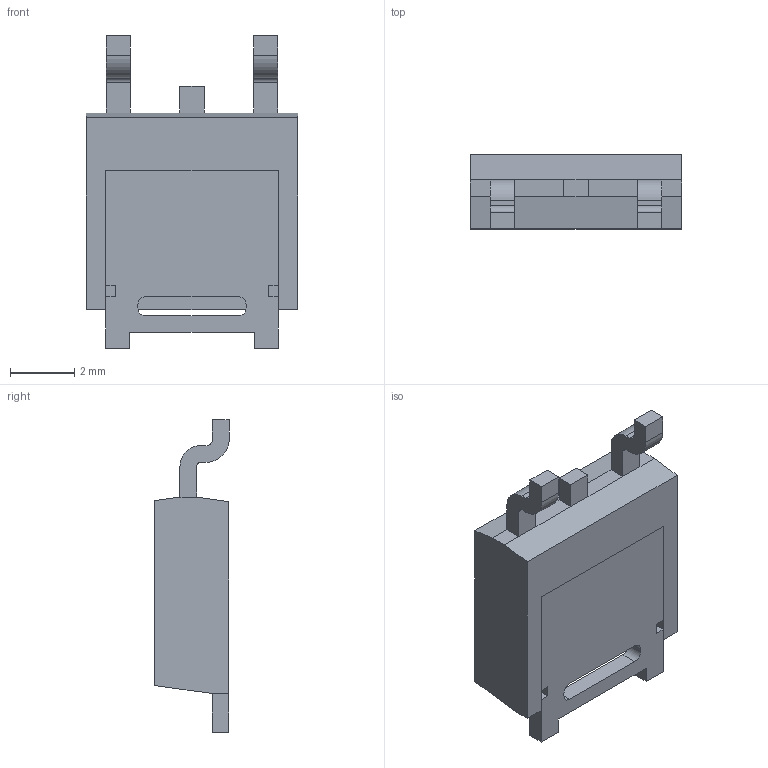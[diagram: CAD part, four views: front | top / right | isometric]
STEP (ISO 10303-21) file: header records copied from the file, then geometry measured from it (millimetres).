
FILE_DESCRIPTION (( 'STEP AP214' ), '1' );
FILE_NAME ('B653BD4C-D3BA-44C1-9714-988424AC3EE1.STEP', '2009-03-25T09:23:30', ( 'sysAdmin' ), ( 'SolidWorks' ), 'SwSTEP 2.0', 'SolidWorks 2009', '' );
FILE_SCHEMA (( 'AUTOMOTIVE_DESIGN' ));
Length unit declared in the file: millimetre
Products named in the file (1): B653BD4C-D3BA-44C1-9714-988424AC3EE1
Bounding box: 6.58 x 2.31 x 9.7 mm (x, y, z)
Volume: 93.9 mm3; surface area: 224.7 mm2
Topology: 2 solids, 2 shells, 77 faces, 202 edges, 130 vertices
Faces by surface type: plane 63, cylinder 14
Entity records: 2577 total; most frequent: CARTESIAN_POINT 410, ORIENTED_EDGE 404, DIRECTION 386, EDGE_CURVE 202, VECTOR 174, LINE 174, VERTEX_POINT 130, AXIS2_PLACEMENT_3D 106
